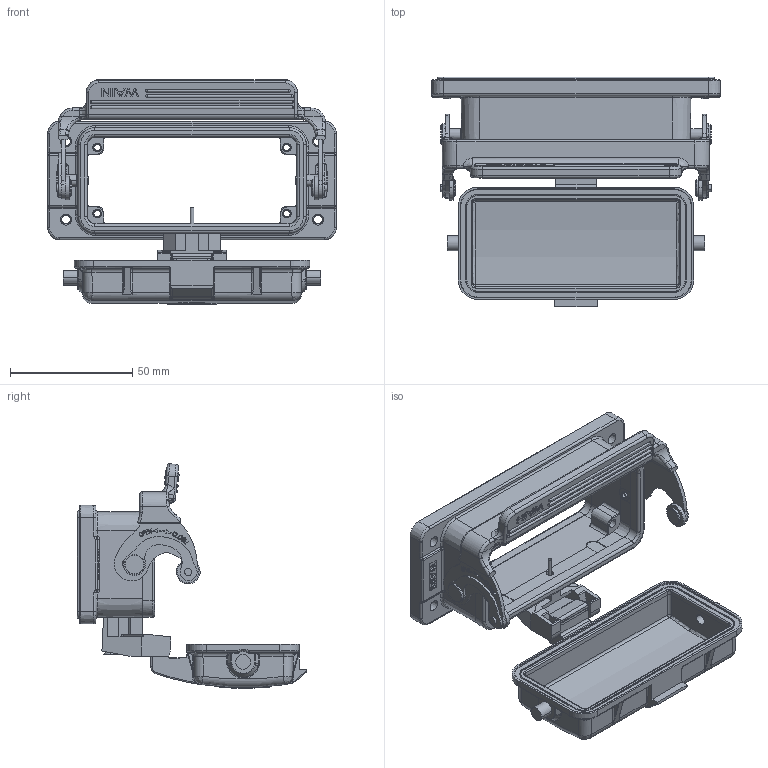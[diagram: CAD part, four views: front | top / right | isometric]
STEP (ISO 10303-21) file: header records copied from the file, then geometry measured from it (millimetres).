
FILE_DESCRIPTION((''),'2;1');
FILE_NAME('BREP_WITH_VOIDS_49090_1_ASM_1_ASM','2020-11-12T',('sy.ji'),(''),'PRO/ENGINEER BY PARAMETRIC TECHNOLOGY CORPORATION, 2012480','PRO/ENGINEER BY PARAMETRIC TECHNOLOGY CORPORATION, 2012480','');
FILE_SCHEMA(('CONFIG_CONTROL_DESIGN'));
Length unit declared in the file: millimetre
Products named in the file (4): BREP_WITH_VOIDS_82534_1; MANIFOLD_SOLID_BREP_82738_1; MANIFOLD_SOLID_BREP_82942_1; BREP_WITH_VOIDS_49090_1_ASM_1_ASM
Assembly tree (3 placements, depth 2):
  BREP_WITH_VOIDS_49090_1_ASM_1_ASM
    BREP_WITH_VOIDS_82534_1
    MANIFOLD_SOLID_BREP_82738_1
    MANIFOLD_SOLID_BREP_82942_1
Bounding box: 117.99 x 93.85 x 91.74 mm (x, y, z)
Volume: 82727.9 mm3; surface area: 62419.8 mm2
Topology: 3 solids, 37 shells, 2541 faces, 6785 edges, 4321 vertices
Faces by surface type: plane 956, cylinder 725, extrusion 278, torus 203, bspline 194, cone 123, sphere 62
Entity records: 105501 total; most frequent: CARTESIAN_POINT 33481, ORIENTED_EDGE 13376, DIRECTION 11368, EDGE_CURVE 6717, VERTEX_POINT 4321, AXIS2_PLACEMENT_3D 3876, VECTOR 3616, LINE 3338
